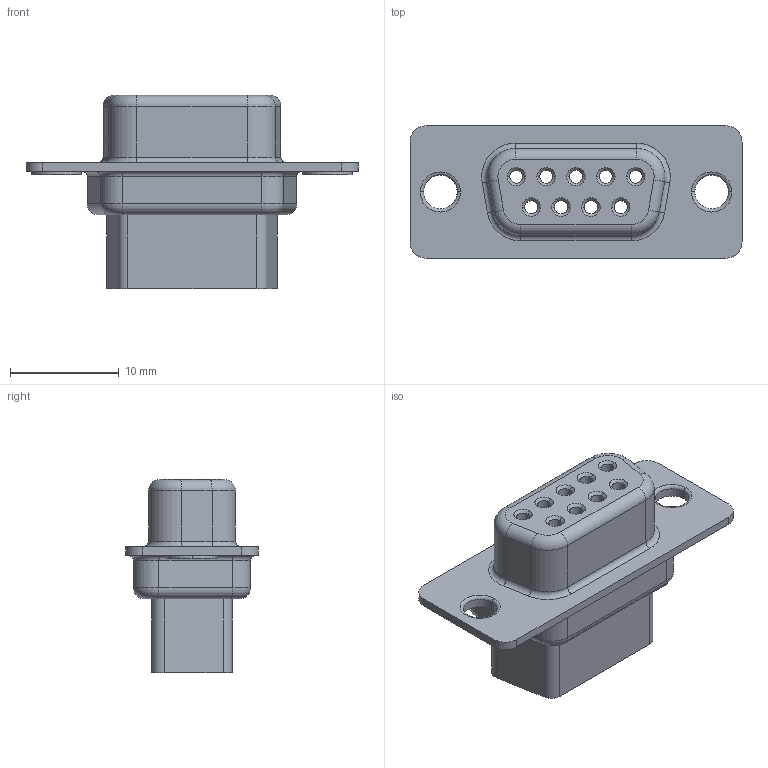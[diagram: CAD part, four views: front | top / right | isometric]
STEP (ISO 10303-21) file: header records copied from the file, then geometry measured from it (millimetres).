
FILE_DESCRIPTION(('Creo Elements/Direct Modeling STEP Export'),'2;1');
FILE_NAME('0ln7uvk5h873jnt3060','2022-02-16T14:14:29',(''),(''),'Creo Elements/Direct Modeling STEP processor for AP214 (Solid Model)','Creo Elements/Direct Modeling 20.1B 02-Apr-2019 (C) Parametric Technology GmbH','');
FILE_SCHEMA(('AUTOMOTIVE_DESIGN { 1 0 10303 214 1 1 1 1 }'));
Length unit declared in the file: millimetre
Products named in the file (2): DPTCF_09
Assembly tree (1 placements, depth 2):
  DPTCF_09
    DPTCF_09
Bounding box: 30.6 x 12.2 x 17.8 mm (x, y, z)
Volume: 1995.4 mm3; surface area: 2501.3 mm2
Topology: 1 solids, 1 shells, 146 faces, 336 edges, 206 vertices
Faces by surface type: cylinder 76, plane 32, torus 20, cone 18
Entity records: 5144 total; most frequent: DIRECTION 716, ORIENTED_EDGE 672, CARTESIAN_POINT 635, EDGE_CURVE 336, AXIS2_PLACEMENT_3D 287, VERTEX_POINT 206, EDGE_LOOP 182, COLOUR_RGB 147
